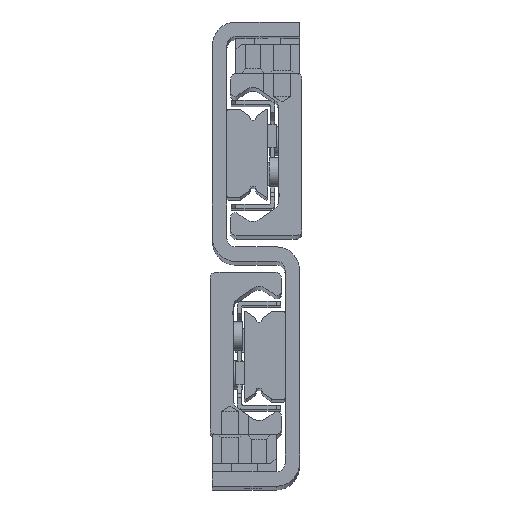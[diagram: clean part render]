
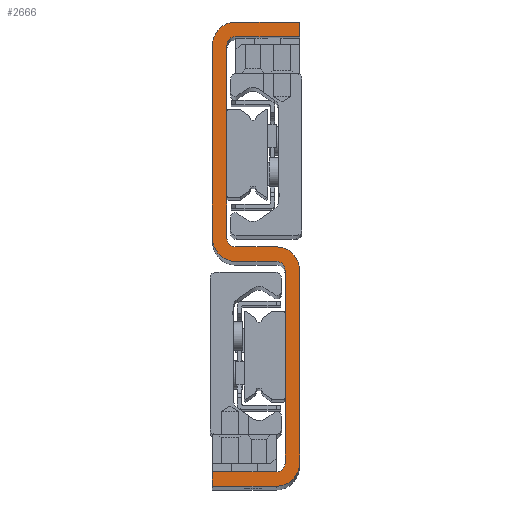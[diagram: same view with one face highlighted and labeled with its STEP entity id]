
A CAD part, top view. The second image highlights one B-rep face of the part: STEP entity #2666.
In plain terms, the highlighted planar face has unit normal (0, 0, 1).
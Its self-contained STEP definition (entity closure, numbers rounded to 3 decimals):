
#1812=CARTESIAN_POINT('',(15.0,80.0,370.0));
#1813=VERTEX_POINT('',#1812);
#1814=CARTESIAN_POINT('',(15.0,77.5,370.0));
#1815=VERTEX_POINT('',#1814);
#1816=CARTESIAN_POINT('',(15.0,80.0,370.0));
#1817=DIRECTION('',(0.0,-1.0,0.0));
#1818=VECTOR('',#1817,2.5);
#1819=LINE('',#1816,#1818);
#1820=EDGE_CURVE('',#1813,#1815,#1819,.T.);
#1852=CARTESIAN_POINT('',(4.,77.5,370.0));
#1853=VERTEX_POINT('',#1852);
#1854=CARTESIAN_POINT('',(15.0,77.5,370.0));
#1855=DIRECTION('',(-1.0,0.0,0.0));
#1856=VECTOR('',#1855,11.);
#1857=LINE('',#1854,#1856);
#1858=EDGE_CURVE('',#1815,#1853,#1857,.T.);
#1910=CARTESIAN_POINT('',(2.5,76.0,370.0));
#1911=VERTEX_POINT('',#1910);
#1912=CARTESIAN_POINT('',(4.,76.0,370.0));
#1913=DIRECTION('',(0.0,0.0,1.0));
#1914=DIRECTION('',(0.0,-1.0,0.0));
#1915=AXIS2_PLACEMENT_3D('',#1912,#1913,#1914);
#1916=CIRCLE('',#1915,1.5);
#1917=EDGE_CURVE('',#1853,#1911,#1916,.T.);
#1943=CARTESIAN_POINT('',(2.5,42.75,370.0));
#1944=VERTEX_POINT('',#1943);
#1945=CARTESIAN_POINT('',(2.5,76.0,370.0));
#1946=DIRECTION('',(0.0,-1.0,0.0));
#1947=VECTOR('',#1946,33.25);
#1948=LINE('',#1945,#1947);
#1949=EDGE_CURVE('',#1911,#1944,#1948,.T.);
#1989=CARTESIAN_POINT('',(4.,41.25,370.0));
#1990=VERTEX_POINT('',#1989);
#1991=CARTESIAN_POINT('',(4.,42.75,370.0));
#1992=DIRECTION('',(0.0,0.0,1.0));
#1993=DIRECTION('',(1.0,0.0,0.0));
#1994=AXIS2_PLACEMENT_3D('',#1991,#1992,#1993);
#1995=CIRCLE('',#1994,1.5);
#1996=EDGE_CURVE('',#1944,#1990,#1995,.T.);
#2022=CARTESIAN_POINT('',(11.,41.25,370.0));
#2023=VERTEX_POINT('',#2022);
#2024=CARTESIAN_POINT('',(4.,41.25,370.0));
#2025=DIRECTION('',(1.0,0.0,0.0));
#2026=VECTOR('',#2025,7.);
#2027=LINE('',#2024,#2026);
#2028=EDGE_CURVE('',#1990,#2023,#2027,.T.);
#2053=CARTESIAN_POINT('',(15.,37.25,370.0));
#2054=VERTEX_POINT('',#2053);
#2055=CARTESIAN_POINT('',(11.,37.25,370.0));
#2056=DIRECTION('',(0.0,0.0,-1.0));
#2057=DIRECTION('',(1.0,0.0,0.0));
#2058=AXIS2_PLACEMENT_3D('',#2055,#2056,#2057);
#2059=CIRCLE('',#2058,4.0);
#2060=EDGE_CURVE('',#2023,#2054,#2059,.T.);
#2086=CARTESIAN_POINT('',(15.,4.,370.0));
#2087=VERTEX_POINT('',#2086);
#2088=CARTESIAN_POINT('',(15.,37.25,370.0));
#2089=DIRECTION('',(0.0,-1.0,0.0));
#2090=VECTOR('',#2089,33.25);
#2091=LINE('',#2088,#2090);
#2092=EDGE_CURVE('',#2054,#2087,#2091,.T.);
#2132=CARTESIAN_POINT('',(11.0,0.,370.0));
#2133=VERTEX_POINT('',#2132);
#2134=CARTESIAN_POINT('',(11.,4.,370.0));
#2135=DIRECTION('',(0.0,0.0,-1.0));
#2136=DIRECTION('',(0.,-1.,0.0));
#2137=AXIS2_PLACEMENT_3D('',#2134,#2135,#2136);
#2138=CIRCLE('',#2137,4.);
#2139=EDGE_CURVE('',#2087,#2133,#2138,.T.);
#2165=CARTESIAN_POINT('',(0.0,0.0,370.0));
#2166=VERTEX_POINT('',#2165);
#2167=CARTESIAN_POINT('',(11.0,0.,370.0));
#2168=DIRECTION('',(-1.0,0.0,0.0));
#2169=VECTOR('',#2168,11.0);
#2170=LINE('',#2167,#2169);
#2171=EDGE_CURVE('',#2133,#2166,#2170,.T.);
#2223=CARTESIAN_POINT('',(0.0,2.5,370.0));
#2224=VERTEX_POINT('',#2223);
#2225=CARTESIAN_POINT('',(0.0,0.0,370.0));
#2226=DIRECTION('',(0.0,1.0,0.0));
#2227=VECTOR('',#2226,2.5);
#2228=LINE('',#2225,#2227);
#2229=EDGE_CURVE('',#2166,#2224,#2228,.T.);
#2254=CARTESIAN_POINT('',(11.,2.5,370.0));
#2255=VERTEX_POINT('',#2254);
#2256=CARTESIAN_POINT('',(0.0,2.5,370.0));
#2257=DIRECTION('',(1.0,0.0,0.0));
#2258=VECTOR('',#2257,11.);
#2259=LINE('',#2256,#2258);
#2260=EDGE_CURVE('',#2224,#2255,#2259,.T.);
#2312=CARTESIAN_POINT('',(12.5,4.0,370.0));
#2313=VERTEX_POINT('',#2312);
#2314=CARTESIAN_POINT('',(11.,4.0,370.0));
#2315=DIRECTION('',(0.0,0.0,1.0));
#2316=DIRECTION('',(0.0,1.0,0.0));
#2317=AXIS2_PLACEMENT_3D('',#2314,#2315,#2316);
#2318=CIRCLE('',#2317,1.5);
#2319=EDGE_CURVE('',#2255,#2313,#2318,.T.);
#2345=CARTESIAN_POINT('',(12.5,37.25,370.0));
#2346=VERTEX_POINT('',#2345);
#2347=CARTESIAN_POINT('',(12.5,4.0,370.0));
#2348=DIRECTION('',(0.0,1.0,0.0));
#2349=VECTOR('',#2348,33.25);
#2350=LINE('',#2347,#2349);
#2351=EDGE_CURVE('',#2313,#2346,#2350,.T.);
#2391=CARTESIAN_POINT('',(11.,38.75,370.0));
#2392=VERTEX_POINT('',#2391);
#2393=CARTESIAN_POINT('',(11.,37.25,370.0));
#2394=DIRECTION('',(0.0,0.0,1.0));
#2395=DIRECTION('',(-1.0,0.0,0.0));
#2396=AXIS2_PLACEMENT_3D('',#2393,#2394,#2395);
#2397=CIRCLE('',#2396,1.5);
#2398=EDGE_CURVE('',#2346,#2392,#2397,.T.);
#2424=CARTESIAN_POINT('',(4.,38.75,370.0));
#2425=VERTEX_POINT('',#2424);
#2426=CARTESIAN_POINT('',(11.,38.75,370.0));
#2427=DIRECTION('',(-1.0,0.0,0.0));
#2428=VECTOR('',#2427,7.);
#2429=LINE('',#2426,#2428);
#2430=EDGE_CURVE('',#2392,#2425,#2429,.T.);
#2455=CARTESIAN_POINT('',(0.0,42.75,370.0));
#2456=VERTEX_POINT('',#2455);
#2457=CARTESIAN_POINT('',(4.,42.75,370.0));
#2458=DIRECTION('',(0.0,0.0,-1.0));
#2459=DIRECTION('',(-1.0,0.0,0.0));
#2460=AXIS2_PLACEMENT_3D('',#2457,#2458,#2459);
#2461=CIRCLE('',#2460,4.);
#2462=EDGE_CURVE('',#2425,#2456,#2461,.T.);
#2488=CARTESIAN_POINT('',(0.0,76.0,370.0));
#2489=VERTEX_POINT('',#2488);
#2490=CARTESIAN_POINT('',(0.0,42.75,370.0));
#2491=DIRECTION('',(0.0,1.0,0.0));
#2492=VECTOR('',#2491,33.25);
#2493=LINE('',#2490,#2492);
#2494=EDGE_CURVE('',#2456,#2489,#2493,.T.);
#2534=CARTESIAN_POINT('',(4.,80.0,370.0));
#2535=VERTEX_POINT('',#2534);
#2536=CARTESIAN_POINT('',(4.,76.0,370.0));
#2537=DIRECTION('',(0.0,0.0,-1.0));
#2538=DIRECTION('',(0.0,1.0,0.0));
#2539=AXIS2_PLACEMENT_3D('',#2536,#2537,#2538);
#2540=CIRCLE('',#2539,4.0);
#2541=EDGE_CURVE('',#2489,#2535,#2540,.T.);
#2567=CARTESIAN_POINT('',(4.,80.0,370.0));
#2568=DIRECTION('',(1.0,0.0,0.0));
#2569=VECTOR('',#2568,11.);
#2570=LINE('',#2567,#2569);
#2571=EDGE_CURVE('',#2535,#1813,#2570,.T.);
#2639=CARTESIAN_POINT('',(7.5,40.,370.0));
#2640=DIRECTION('',(0.0,0.0,1.0));
#2641=DIRECTION('',(1.0,0.0,0.0));
#2642=AXIS2_PLACEMENT_3D('',#2639,#2640,#2641);
#2643=PLANE('',#2642);
#2644=ORIENTED_EDGE('',*,*,#1820,.F.);
#2645=ORIENTED_EDGE('',*,*,#2571,.F.);
#2646=ORIENTED_EDGE('',*,*,#2541,.F.);
#2647=ORIENTED_EDGE('',*,*,#2494,.F.);
#2648=ORIENTED_EDGE('',*,*,#2462,.F.);
#2649=ORIENTED_EDGE('',*,*,#2430,.F.);
#2650=ORIENTED_EDGE('',*,*,#2398,.F.);
#2651=ORIENTED_EDGE('',*,*,#2351,.F.);
#2652=ORIENTED_EDGE('',*,*,#2319,.F.);
#2653=ORIENTED_EDGE('',*,*,#2260,.F.);
#2654=ORIENTED_EDGE('',*,*,#2229,.F.);
#2655=ORIENTED_EDGE('',*,*,#2171,.F.);
#2656=ORIENTED_EDGE('',*,*,#2139,.F.);
#2657=ORIENTED_EDGE('',*,*,#2092,.F.);
#2658=ORIENTED_EDGE('',*,*,#2060,.F.);
#2659=ORIENTED_EDGE('',*,*,#2028,.F.);
#2660=ORIENTED_EDGE('',*,*,#1996,.F.);
#2661=ORIENTED_EDGE('',*,*,#1949,.F.);
#2662=ORIENTED_EDGE('',*,*,#1917,.F.);
#2663=ORIENTED_EDGE('',*,*,#1858,.F.);
#2664=EDGE_LOOP('',(#2644,#2645,#2646,#2647,#2648,#2649,#2650,#2651,#2652,#2653,#2654,#2655,#2656,#2657,#2658,#2659,#2660,#2661,#2662,#2663));
#2665=FACE_OUTER_BOUND('',#2664,.T.);
#2666=ADVANCED_FACE('',(#2665),#2643,.T.);
